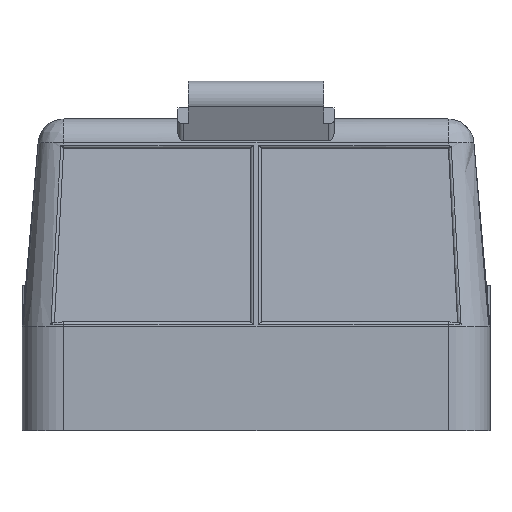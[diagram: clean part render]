
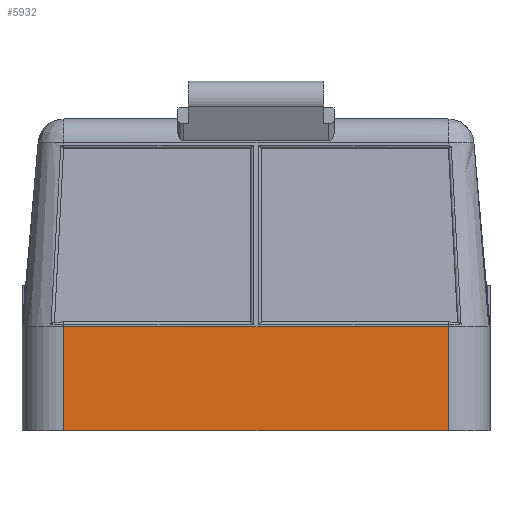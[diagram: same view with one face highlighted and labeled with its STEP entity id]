
A CAD part, left-side view. The second image highlights one B-rep face of the part: STEP entity #5932.
In plain terms, the highlighted planar face has unit normal (-1, 0, 0).
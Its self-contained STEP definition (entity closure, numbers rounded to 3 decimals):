
#563=FACE_OUTER_BOUND('',#906,.T.);
#906=EDGE_LOOP('',(#5095,#5096,#5097,#5098));
#1627=LINE('',#10642,#2195);
#1640=LINE('',#10677,#2208);
#1641=LINE('',#10679,#2209);
#1642=LINE('',#10680,#2210);
#2195=VECTOR('',#7915,10.);
#2208=VECTOR('',#7954,10.);
#2209=VECTOR('',#7957,10.);
#2210=VECTOR('',#7958,10.);
#2778=VERTEX_POINT('',#10639);
#2779=VERTEX_POINT('',#10641);
#2787=VERTEX_POINT('',#10673);
#2788=VERTEX_POINT('',#10675);
#3580=EDGE_CURVE('',#2778,#2779,#1627,.T.);
#3600=EDGE_CURVE('',#2787,#2788,#1640,.T.);
#3601=EDGE_CURVE('',#2778,#2787,#1641,.T.);
#3602=EDGE_CURVE('',#2779,#2788,#1642,.T.);
#5095=ORIENTED_EDGE('',*,*,#3601,.T.);
#5096=ORIENTED_EDGE('',*,*,#3600,.T.);
#5097=ORIENTED_EDGE('',*,*,#3602,.F.);
#5098=ORIENTED_EDGE('',*,*,#3580,.F.);
#5609=PLANE('',#6494);
#5932=ADVANCED_FACE('',(#563),#5609,.T.);
#6494=AXIS2_PLACEMENT_3D('',#10678,#7955,#7956);
#7915=DIRECTION('',(0.,0.,1.));
#7954=DIRECTION('',(0.,0.,1.));
#7955=DIRECTION('center_axis',(-1.,0.,0.));
#7956=DIRECTION('ref_axis',(0.,-1.,0.));
#7957=DIRECTION('',(0.,-1.,0.));
#7958=DIRECTION('',(0.,-1.,0.));
#10639=CARTESIAN_POINT('',(-78.,37.,27.));
#10641=CARTESIAN_POINT('',(-78.,37.,47.));
#10642=CARTESIAN_POINT('',(-78.,37.,27.));
#10673=CARTESIAN_POINT('',(-78.,-37.,27.));
#10675=CARTESIAN_POINT('',(-78.,-37.,47.));
#10677=CARTESIAN_POINT('',(-78.,-37.,27.));
#10678=CARTESIAN_POINT('Origin',(-78.,37.,27.));
#10679=CARTESIAN_POINT('',(-78.,0.,27.));
#10680=CARTESIAN_POINT('',(-78.,0.,47.));
